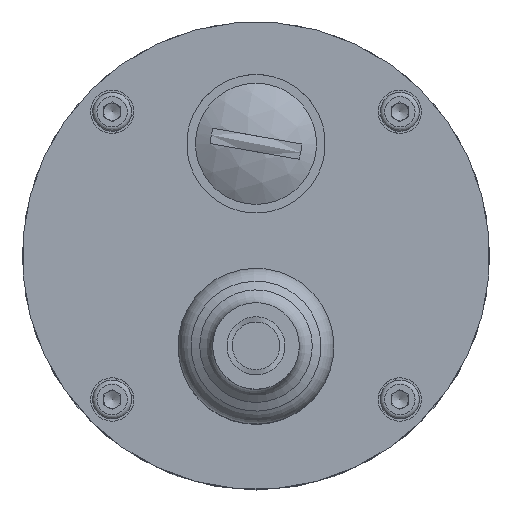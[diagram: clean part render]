
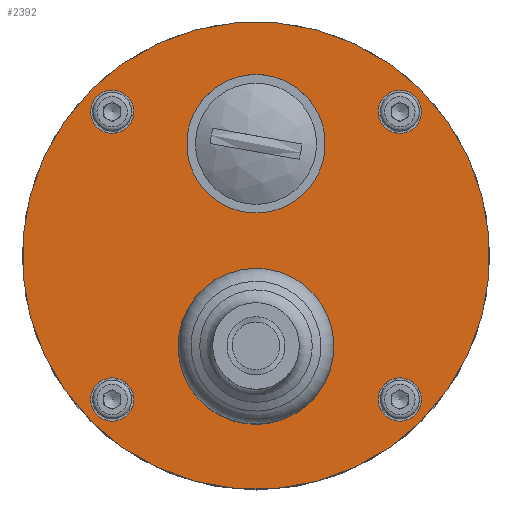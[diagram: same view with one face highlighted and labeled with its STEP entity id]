
A CAD part, top view. The second image highlights one B-rep face of the part: STEP entity #2392.
In plain terms, the highlighted planar face has unit normal (0, 0, 1).
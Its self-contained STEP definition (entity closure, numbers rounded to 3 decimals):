
#6 = AXIS2_PLACEMENT_3D ( 'NONE', #264, #975, #2625 ) ;
#37 = ORIENTED_EDGE ( 'NONE', *, *, #1304, .F. ) ;
#55 = FACE_BOUND ( 'NONE', #1424, .T. ) ;
#90 = ORIENTED_EDGE ( 'NONE', *, *, #2929, .T. ) ;
#154 = CIRCLE ( 'NONE', #710, 2.5 ) ;
#196 = CARTESIAN_POINT ( 'NONE',  ( 4.561, -15.061, 23. ) ) ;
#236 = EDGE_LOOP ( 'NONE', ( #2934 ) ) ;
#264 = CARTESIAN_POINT ( 'NONE',  ( 19.092, 19.092, 23. ) ) ;
#346 = CARTESIAN_POINT ( 'NONE',  ( 16.617, 16.617, 23. ) ) ;
#375 = CIRCLE ( 'NONE', #2336, 2.5 ) ;
#415 = AXIS2_PLACEMENT_3D ( 'NONE', #2805, #1402, #3027 ) ;
#416 = EDGE_LOOP ( 'NONE', ( #1388 ) ) ;
#485 = CIRCLE ( 'NONE', #2758, 2.5 ) ;
#508 = DIRECTION ( 'NONE',  ( 0., 0., 1. ) ) ;
#590 = DIRECTION ( 'NONE',  ( 0.707, -0.707, 0. ) ) ;
#607 = CIRCLE ( 'NONE', #1211, 27. ) ;
#672 = FACE_BOUND ( 'NONE', #236, .T. ) ;
#710 = AXIS2_PLACEMENT_3D ( 'NONE', #2169, #769, #2407 ) ;
#731 = ORIENTED_EDGE ( 'NONE', *, *, #2915, .F. ) ;
#752 = FACE_BOUND ( 'NONE', #1928, .T. ) ;
#769 = DIRECTION ( 'NONE',  ( 0., 0., 1. ) ) ;
#810 = CARTESIAN_POINT ( 'NONE',  ( 18.385, 14.849, 23. ) ) ;
#820 = CARTESIAN_POINT ( 'NONE',  ( 5.657, 7.263, 23. ) ) ;
#827 = CARTESIAN_POINT ( 'NONE',  ( -14.849, -18.385, 23. ) ) ;
#891 = CARTESIAN_POINT ( 'NONE',  ( 0., 12.92, 23. ) ) ;
#958 = VERTEX_POINT ( 'NONE', #820 ) ;
#959 = CARTESIAN_POINT ( 'NONE',  ( 16.617, -16.617, 23. ) ) ;
#975 = DIRECTION ( 'NONE',  ( 0., 0., -1. ) ) ;
#1114 = EDGE_LOOP ( 'NONE', ( #90 ) ) ;
#1130 = DIRECTION ( 'NONE',  ( 0.707, -0.707, 0. ) ) ;
#1133 = CARTESIAN_POINT ( 'NONE',  ( -16.617, -16.617, 23. ) ) ;
#1193 = DIRECTION ( 'NONE',  ( 0.707, -0.707, 0. ) ) ;
#1211 = AXIS2_PLACEMENT_3D ( 'NONE', #1863, #508, #2144 ) ;
#1255 = VERTEX_POINT ( 'NONE', #1509 ) ;
#1303 = FACE_BOUND ( 'NONE', #2600, .T. ) ;
#1304 = EDGE_CURVE ( 'NONE', #1255, #1255, #375, .T. ) ;
#1305 = CIRCLE ( 'NONE', #415, 6.45 ) ;
#1370 = DIRECTION ( 'NONE',  ( 0.707, -0.707, 0. ) ) ;
#1388 = ORIENTED_EDGE ( 'NONE', *, *, #2295, .F. ) ;
#1402 = DIRECTION ( 'NONE',  ( 0., 0., 1. ) ) ;
#1424 = EDGE_LOOP ( 'NONE', ( #2753 ) ) ;
#1441 = EDGE_CURVE ( 'NONE', #1800, #1800, #154, .T. ) ;
#1509 = CARTESIAN_POINT ( 'NONE',  ( 18.385, -18.385, 23. ) ) ;
#1516 = EDGE_LOOP ( 'NONE', ( #2151 ) ) ;
#1530 = CIRCLE ( 'NONE', #2257, 8. ) ;
#1558 = EDGE_CURVE ( 'NONE', #2969, #2969, #485, .T. ) ;
#1800 = VERTEX_POINT ( 'NONE', #1972 ) ;
#1846 = FACE_OUTER_BOUND ( 'NONE', #1114, .T. ) ;
#1863 = CARTESIAN_POINT ( 'NONE',  ( 0., 0., 23. ) ) ;
#1890 = AXIS2_PLACEMENT_3D ( 'NONE', #1133, #2773, #1370 ) ;
#1904 = PLANE ( 'NONE',  #6 ) ;
#1911 = VERTEX_POINT ( 'NONE', #2058 ) ;
#1928 = EDGE_LOOP ( 'NONE', ( #731 ) ) ;
#1972 = CARTESIAN_POINT ( 'NONE',  ( -14.849, 14.849, 23. ) ) ;
#1991 = VERTEX_POINT ( 'NONE', #827 ) ;
#1992 = DIRECTION ( 'NONE',  ( 0., 0., 1. ) ) ;
#2002 = FACE_BOUND ( 'NONE', #1516, .T. ) ;
#2058 = CARTESIAN_POINT ( 'NONE',  ( 19.092, -19.092, 23. ) ) ;
#2144 = DIRECTION ( 'NONE',  ( 0.707, -0.707, 0. ) ) ;
#2151 = ORIENTED_EDGE ( 'NONE', *, *, #1558, .F. ) ;
#2169 = CARTESIAN_POINT ( 'NONE',  ( -16.617, 16.617, 23. ) ) ;
#2224 = CIRCLE ( 'NONE', #1890, 2.5 ) ;
#2257 = AXIS2_PLACEMENT_3D ( 'NONE', #891, #2541, #1130 ) ;
#2295 = EDGE_CURVE ( 'NONE', #958, #958, #1530, .T. ) ;
#2336 = AXIS2_PLACEMENT_3D ( 'NONE', #959, #2609, #1193 ) ;
#2392 = ADVANCED_FACE ( 'NONE', ( #752, #2002, #1303, #672, #55, #2481, #1846 ), #1904, .F. ) ;
#2407 = DIRECTION ( 'NONE',  ( 0.707, -0.707, 0. ) ) ;
#2481 = FACE_BOUND ( 'NONE', #416, .T. ) ;
#2541 = DIRECTION ( 'NONE',  ( 0., 0., 1. ) ) ;
#2542 = VERTEX_POINT ( 'NONE', #196 ) ;
#2600 = EDGE_LOOP ( 'NONE', ( #37 ) ) ;
#2609 = DIRECTION ( 'NONE',  ( 0., 0., 1. ) ) ;
#2625 = DIRECTION ( 'NONE',  ( -0.707, 0.707, 0. ) ) ;
#2753 = ORIENTED_EDGE ( 'NONE', *, *, #2804, .F. ) ;
#2758 = AXIS2_PLACEMENT_3D ( 'NONE', #346, #1992, #590 ) ;
#2773 = DIRECTION ( 'NONE',  ( 0., 0., 1. ) ) ;
#2804 = EDGE_CURVE ( 'NONE', #1991, #1991, #2224, .T. ) ;
#2805 = CARTESIAN_POINT ( 'NONE',  ( 0., -10.5, 23. ) ) ;
#2915 = EDGE_CURVE ( 'NONE', #2542, #2542, #1305, .T. ) ;
#2929 = EDGE_CURVE ( 'NONE', #1911, #1911, #607, .T. ) ;
#2934 = ORIENTED_EDGE ( 'NONE', *, *, #1441, .F. ) ;
#2969 = VERTEX_POINT ( 'NONE', #810 ) ;
#3027 = DIRECTION ( 'NONE',  ( 0.707, -0.707, 0. ) ) ;
